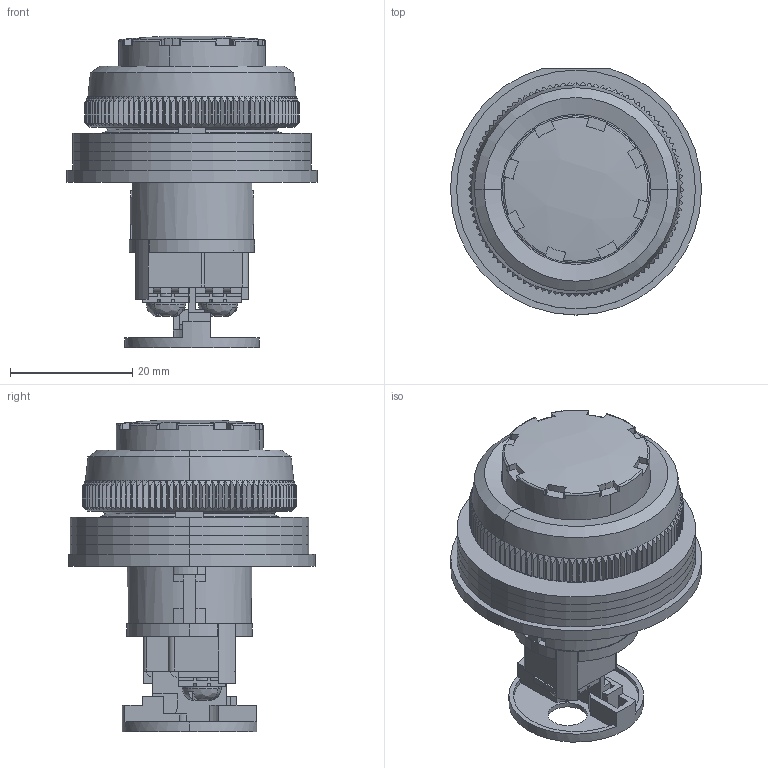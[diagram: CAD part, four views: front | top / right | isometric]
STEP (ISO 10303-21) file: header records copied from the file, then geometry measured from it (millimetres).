
FILE_DESCRIPTION (( 'STEP AP214' ), '1' );
FILE_NAME ('DR30E3L-E3YZC.step', '2018-02-13T18:14:25', ( '' ), ( '' ), 'SwSTEP 2.0', 'SolidWorks 2017', '' );
FILE_SCHEMA (( 'AUTOMOTIVE_DESIGN' ));
Length unit declared in the file: inch
Products named in the file (1): DR30E3L-E3YZC
Bounding box: 41 x 40.2 x 50.85 mm (x, y, z)
Volume: 17568.1 mm3; surface area: 24222.8 mm2
Topology: 16 solids, 16 shells, 1287 faces, 3405 edges, 2167 vertices
Faces by surface type: plane 717, cylinder 328, cone 207, bspline 35
Entity records: 58114 total; most frequent: CARTESIAN_POINT 9845, ORIENTED_EDGE 6810, DIRECTION 6247, EDGE_CURVE 3405, AXIS2_PLACEMENT_3D 2211, VERTEX_POINT 2167, LINE 1825, VECTOR 1825
